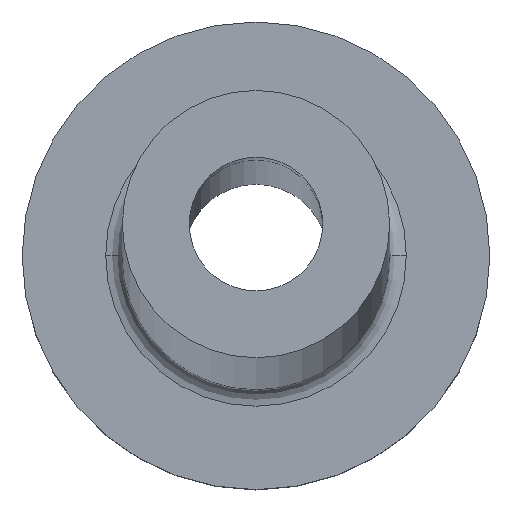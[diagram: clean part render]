
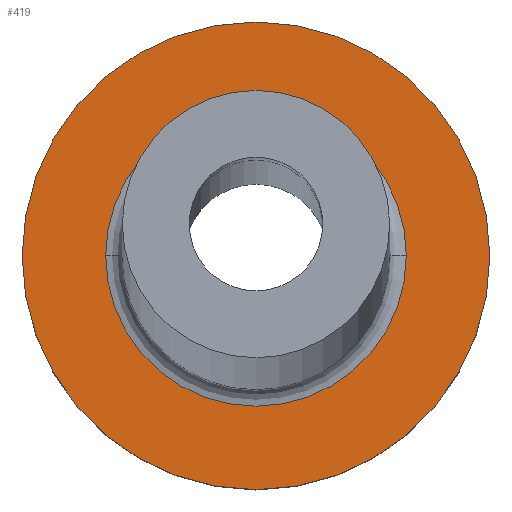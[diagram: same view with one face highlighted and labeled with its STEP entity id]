
A CAD part, top view. The second image highlights one B-rep face of the part: STEP entity #419.
In plain terms, the highlighted planar face has unit normal (0, 0, 1).
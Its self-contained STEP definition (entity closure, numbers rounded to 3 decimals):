
#28 = VERTEX_POINT ( 'NONE', #174 ) ;
#32 = DIRECTION ( 'NONE',  ( 1., 0., 0. ) ) ;
#45 = CARTESIAN_POINT ( 'NONE',  ( 0., 0., 5. ) ) ;
#48 = DIRECTION ( 'NONE',  ( 1., 0., 0. ) ) ;
#66 = EDGE_CURVE ( 'NONE', #130, #28, #329, .T. ) ;
#67 = EDGE_LOOP ( 'NONE', ( #161, #272 ) ) ;
#71 = FACE_OUTER_BOUND ( 'NONE', #349, .T. ) ;
#72 = DIRECTION ( 'NONE',  ( 0., 0., 1. ) ) ;
#86 = CARTESIAN_POINT ( 'NONE',  ( 0., 0., 5. ) ) ;
#89 = CARTESIAN_POINT ( 'NONE',  ( 0., 0., 5. ) ) ;
#102 = CIRCLE ( 'NONE', #363, 4.5 ) ;
#130 = VERTEX_POINT ( 'NONE', #229 ) ;
#144 = CARTESIAN_POINT ( 'NONE',  ( -4.5, 0., 5. ) ) ;
#158 = DIRECTION ( 'NONE',  ( 0., 0., -1. ) ) ;
#161 = ORIENTED_EDGE ( 'NONE', *, *, #255, .T. ) ;
#172 = DIRECTION ( 'NONE',  ( 1., 0., 0. ) ) ;
#174 = CARTESIAN_POINT ( 'NONE',  ( -7., 0., 5. ) ) ;
#188 = AXIS2_PLACEMENT_3D ( 'NONE', #45, #398, #360 ) ;
#197 = ORIENTED_EDGE ( 'NONE', *, *, #227, .T. ) ;
#204 = EDGE_CURVE ( 'NONE', #395, #382, #407, .T. ) ;
#227 = EDGE_CURVE ( 'NONE', #28, #130, #265, .T. ) ;
#229 = CARTESIAN_POINT ( 'NONE',  ( 7., 0., 5. ) ) ;
#251 = FACE_BOUND ( 'NONE', #67, .T. ) ;
#255 = EDGE_CURVE ( 'NONE', #382, #395, #102, .T. ) ;
#258 = DIRECTION ( 'NONE',  ( 0., 0., 1. ) ) ;
#265 = CIRCLE ( 'NONE', #441, 7. ) ;
#272 = ORIENTED_EDGE ( 'NONE', *, *, #204, .T. ) ;
#273 = CARTESIAN_POINT ( 'NONE',  ( 0., 0., 5. ) ) ;
#292 = AXIS2_PLACEMENT_3D ( 'NONE', #459, #356, #32 ) ;
#295 = CARTESIAN_POINT ( 'NONE',  ( 4.5, 0., 5. ) ) ;
#321 = PLANE ( 'NONE',  #292 ) ;
#329 = CIRCLE ( 'NONE', #448, 7. ) ;
#349 = EDGE_LOOP ( 'NONE', ( #197, #457 ) ) ;
#356 = DIRECTION ( 'NONE',  ( 0., 0., 1. ) ) ;
#360 = DIRECTION ( 'NONE',  ( 1., 0., 0. ) ) ;
#363 = AXIS2_PLACEMENT_3D ( 'NONE', #273, #158, #48 ) ;
#382 = VERTEX_POINT ( 'NONE', #295 ) ;
#388 = DIRECTION ( 'NONE',  ( 1., 0., 0. ) ) ;
#395 = VERTEX_POINT ( 'NONE', #144 ) ;
#398 = DIRECTION ( 'NONE',  ( 0., 0., -1. ) ) ;
#407 = CIRCLE ( 'NONE', #188, 4.5 ) ;
#419 = ADVANCED_FACE ( 'NONE', ( #251, #71 ), #321, .T. ) ;
#441 = AXIS2_PLACEMENT_3D ( 'NONE', #89, #258, #388 ) ;
#448 = AXIS2_PLACEMENT_3D ( 'NONE', #86, #72, #172 ) ;
#457 = ORIENTED_EDGE ( 'NONE', *, *, #66, .T. ) ;
#459 = CARTESIAN_POINT ( 'NONE',  ( 0., 0., 5. ) ) ;
